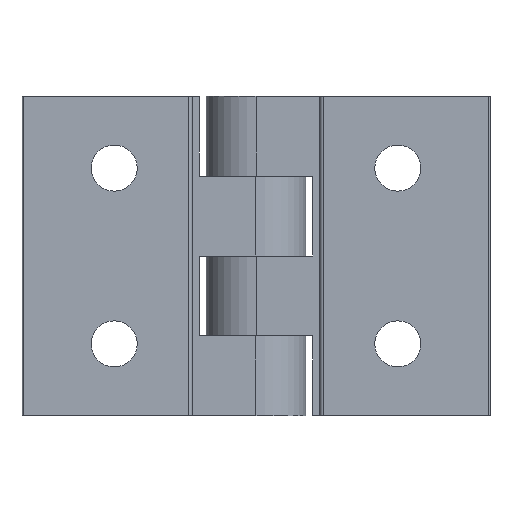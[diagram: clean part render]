
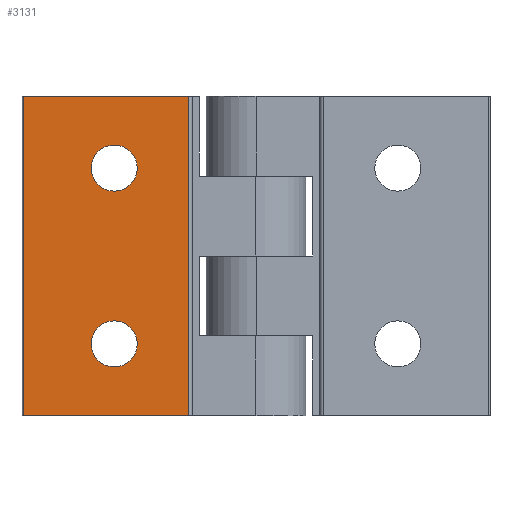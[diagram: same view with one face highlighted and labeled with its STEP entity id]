
A CAD part, front view. The second image highlights one B-rep face of the part: STEP entity #3131.
In plain terms, the highlighted planar face has unit normal (0, -1, 0).
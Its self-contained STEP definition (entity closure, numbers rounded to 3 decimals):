
#7 = VERTEX_POINT ( 'NONE', #3679 ) ;
#13 = FACE_OUTER_BOUND ( 'NONE', #2025, .T. ) ;
#58 = EDGE_CURVE ( 'NONE', #227, #245, #1797, .T. ) ;
#105 = VERTEX_POINT ( 'NONE', #4443 ) ;
#156 = ORIENTED_EDGE ( 'NONE', *, *, #5846, .F. ) ;
#174 = DIRECTION ( 'NONE',  ( 0., 0., 1. ) ) ;
#227 = VERTEX_POINT ( 'NONE', #5307 ) ;
#245 = VERTEX_POINT ( 'NONE', #5745 ) ;
#427 = ORIENTED_EDGE ( 'NONE', *, *, #5732, .F. ) ;
#533 = VERTEX_POINT ( 'NONE', #5202 ) ;
#807 = CARTESIAN_POINT ( 'NONE',  ( 52700.636, 15113.089, 10.1 ) ) ;
#1057 = CARTESIAN_POINT ( 'NONE',  ( 52687.836, 15113.089, 45. ) ) ;
#1282 = VECTOR ( 'NONE', #6118, 1000. ) ;
#1547 = DIRECTION ( 'NONE',  ( 0., 0., 1. ) ) ;
#1561 = ORIENTED_EDGE ( 'NONE', *, *, #4643, .F. ) ;
#1797 = LINE ( 'NONE', #4086, #1807 ) ;
#1807 = VECTOR ( 'NONE', #4732, 1000. ) ;
#1866 = CARTESIAN_POINT ( 'NONE',  ( 52711.136, 15113.089, 0. ) ) ;
#1899 = CARTESIAN_POINT ( 'NONE',  ( 52699.486, 15113.089, 45. ) ) ;
#2025 = EDGE_LOOP ( 'NONE', ( #2237, #1561, #2937, #5343 ) ) ;
#2043 = CIRCLE ( 'NONE', #4387, 3.25 ) ;
#2045 = EDGE_LOOP ( 'NONE', ( #156, #427 ) ) ;
#2184 = EDGE_LOOP ( 'NONE', ( #5420, #6525 ) ) ;
#2237 = ORIENTED_EDGE ( 'NONE', *, *, #58, .F. ) ;
#2280 = CARTESIAN_POINT ( 'NONE',  ( 52687.836, 15113.089, 0. ) ) ;
#2302 = VECTOR ( 'NONE', #5552, 1000. ) ;
#2400 = DIRECTION ( 'NONE',  ( 0., -1., 0. ) ) ;
#2416 = EDGE_CURVE ( 'NONE', #6216, #245, #5516, .T. ) ;
#2507 = LINE ( 'NONE', #1899, #2302 ) ;
#2574 = PLANE ( 'NONE',  #7280 ) ;
#2937 = ORIENTED_EDGE ( 'NONE', *, *, #3897, .F. ) ;
#3063 = VERTEX_POINT ( 'NONE', #1057 ) ;
#3131 = ADVANCED_FACE ( 'NONE', ( #3558, #6498, #13 ), #2574, .T. ) ;
#3256 = DIRECTION ( 'NONE',  ( 0., -1., 0. ) ) ;
#3558 = FACE_BOUND ( 'NONE', #2184, .T. ) ;
#3594 = AXIS2_PLACEMENT_3D ( 'NONE', #7417, #4276, #174 ) ;
#3609 = CARTESIAN_POINT ( 'NONE',  ( 52700.636, 15113.089, 34.9 ) ) ;
#3679 = CARTESIAN_POINT ( 'NONE',  ( 52700.636, 15113.089, 38.15 ) ) ;
#3699 = AXIS2_PLACEMENT_3D ( 'NONE', #3609, #7368, #4209 ) ;
#3763 = VERTEX_POINT ( 'NONE', #5498 ) ;
#3897 = EDGE_CURVE ( 'NONE', #6216, #3063, #4726, .T. ) ;
#4086 = CARTESIAN_POINT ( 'NONE',  ( 52711.136, 15113.089, 22.5 ) ) ;
#4209 = DIRECTION ( 'NONE',  ( 0., 0., 1. ) ) ;
#4276 = DIRECTION ( 'NONE',  ( 0., -1., 0. ) ) ;
#4283 = CIRCLE ( 'NONE', #3699, 3.25 ) ;
#4387 = AXIS2_PLACEMENT_3D ( 'NONE', #807, #5303, #1547 ) ;
#4443 = CARTESIAN_POINT ( 'NONE',  ( 52700.636, 15113.089, 13.35 ) ) ;
#4643 = EDGE_CURVE ( 'NONE', #3063, #227, #2507, .T. ) ;
#4726 = LINE ( 'NONE', #5045, #1282 ) ;
#4732 = DIRECTION ( 'NONE',  ( 0., 0., -1. ) ) ;
#5011 = EDGE_CURVE ( 'NONE', #533, #105, #6630, .T. ) ;
#5045 = CARTESIAN_POINT ( 'NONE',  ( 52687.836, 15113.089, 22.5 ) ) ;
#5202 = CARTESIAN_POINT ( 'NONE',  ( 52700.636, 15113.089, 6.85 ) ) ;
#5303 = DIRECTION ( 'NONE',  ( 0., -1., 0. ) ) ;
#5307 = CARTESIAN_POINT ( 'NONE',  ( 52711.136, 15113.089, 45. ) ) ;
#5343 = ORIENTED_EDGE ( 'NONE', *, *, #2416, .T. ) ;
#5420 = ORIENTED_EDGE ( 'NONE', *, *, #7554, .F. ) ;
#5498 = CARTESIAN_POINT ( 'NONE',  ( 52700.636, 15113.089, 31.65 ) ) ;
#5516 = LINE ( 'NONE', #7433, #5685 ) ;
#5552 = DIRECTION ( 'NONE',  ( 1., 0., 0. ) ) ;
#5685 = VECTOR ( 'NONE', #7291, 1000. ) ;
#5732 = EDGE_CURVE ( 'NONE', #3763, #7, #4283, .T. ) ;
#5745 = CARTESIAN_POINT ( 'NONE',  ( 52711.136, 15113.089, 0. ) ) ;
#5846 = EDGE_CURVE ( 'NONE', #7, #3763, #6479, .T. ) ;
#5924 = CARTESIAN_POINT ( 'NONE',  ( 52700.636, 15113.089, 34.9 ) ) ;
#6118 = DIRECTION ( 'NONE',  ( 0., 0., 1. ) ) ;
#6216 = VERTEX_POINT ( 'NONE', #2280 ) ;
#6282 = AXIS2_PLACEMENT_3D ( 'NONE', #5924, #2400, #6454 ) ;
#6454 = DIRECTION ( 'NONE',  ( 0., 0., 1. ) ) ;
#6479 = CIRCLE ( 'NONE', #6282, 3.25 ) ;
#6498 = FACE_BOUND ( 'NONE', #2045, .T. ) ;
#6525 = ORIENTED_EDGE ( 'NONE', *, *, #5011, .F. ) ;
#6630 = CIRCLE ( 'NONE', #3594, 3.25 ) ;
#7078 = DIRECTION ( 'NONE',  ( 0., 0., 1. ) ) ;
#7280 = AXIS2_PLACEMENT_3D ( 'NONE', #1866, #3256, #7078 ) ;
#7291 = DIRECTION ( 'NONE',  ( 1., 0., 0. ) ) ;
#7368 = DIRECTION ( 'NONE',  ( 0., -1., 0. ) ) ;
#7417 = CARTESIAN_POINT ( 'NONE',  ( 52700.636, 15113.089, 10.1 ) ) ;
#7433 = CARTESIAN_POINT ( 'NONE',  ( 52707.636, 15113.089, 0. ) ) ;
#7554 = EDGE_CURVE ( 'NONE', #105, #533, #2043, .T. ) ;
